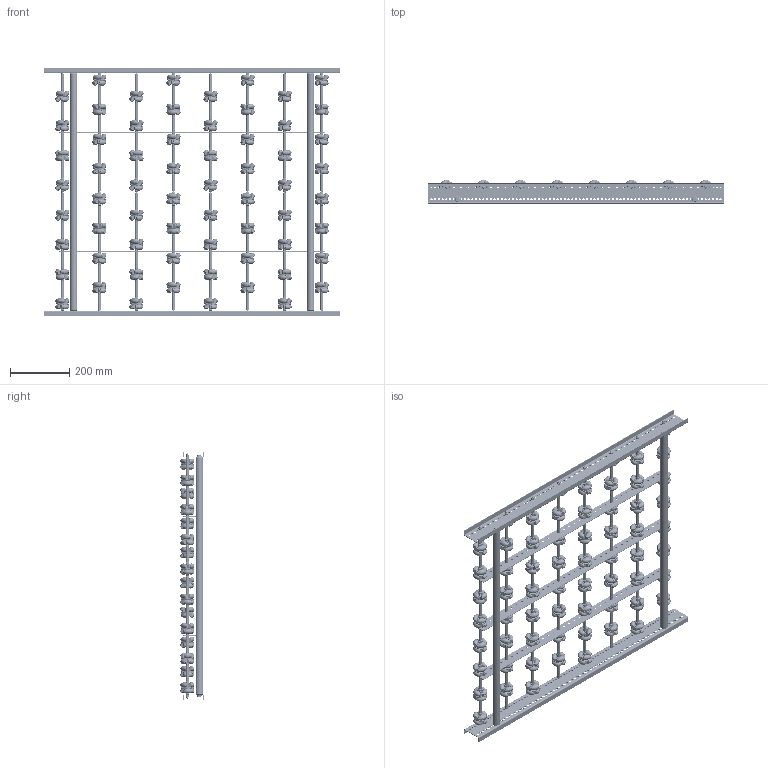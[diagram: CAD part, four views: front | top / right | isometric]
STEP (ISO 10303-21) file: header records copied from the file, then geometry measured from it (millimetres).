
FILE_DESCRIPTION (( 'STEP AP214' ), '1' );
FILE_NAME ('0051839.step', '2021-10-26T12:34:43', ( '' ), ( '' ), 'SwSTEP 2.0', 'SolidWorks 2020', '' );
FILE_SCHEMA (( 'AUTOMOTIVE_DESIGN' ));
Length unit declared in the file: millimetre
Products named in the file (14): S108767_Längstraverse-42x2,5-AWR_L899; 0036819_SICHERUNGS-HUTMUTTER-DIN986-M6; AWR48_Halter; 0019719_Gewindestange-M6_L=820; 0019730_Tragrollenrohr-Ø10x1,75KU_KFG_0019730_L=54; 0027528_BUCHSE-HOHLNIETE ZU AWR48; 0015028_AWR48; AWR48_Stift; Traversen_KFG_L800; AWR48_Röllchen; S100994_Sperrzahnschraube_M08x16-8.8-A2K; Profil-RB-20x70x20x2_S100215_U-PROFIL-20-70-20-2-RB-L=1000; AWR-Achse-f黵-Konfiguration_L800; 0051839
Assembly tree (81 placements, depth 4):
  0051839
    Profil-RB-20x70x20x2_S100215_U-PROFIL-20-70-20-2-RB-L=1000  x2
    AWR-Achse-f黵-Konfiguration_L800  x8
      0019719_Gewindestange-M6_L=820
      0015028_AWR48
        AWR48_Halter
        AWR48_Röllchen  x6
        AWR48_Stift  x6
      0019730_Tragrollenrohr-Ø10x1,75KU_KFG_0019730_L=54
      0027528_BUCHSE-HOHLNIETE ZU AWR48
    S100994_Sperrzahnschraube_M08x16-8.8-A2K  x4
    Traversen_KFG_L800  x2
    S108767_Längstraverse-42x2,5-AWR_L899  x3
    0036819_SICHERUNGS-HUTMUTTER-DIN986-M6  x16
Bounding box: 1000 x 78.93 x 840 mm (x, y, z)
Volume: 3984201.6 mm3; surface area: 2820626 mm2
Topology: 1063 solids, 1063 shells, 19094 faces, 44176 edges, 27960 vertices
Faces by surface type: cylinder 7652, plane 6554, torus 3376, cone 1480, sphere 32
Entity records: 25792 total; most frequent: CARTESIAN_POINT 5183, DIRECTION 4421, ORIENTED_EDGE 3802, EDGE_CURVE 1901, AXIS2_PLACEMENT_3D 1877, VERTEX_POINT 1234, EDGE_LOOP 1133, CIRCLE 1090
